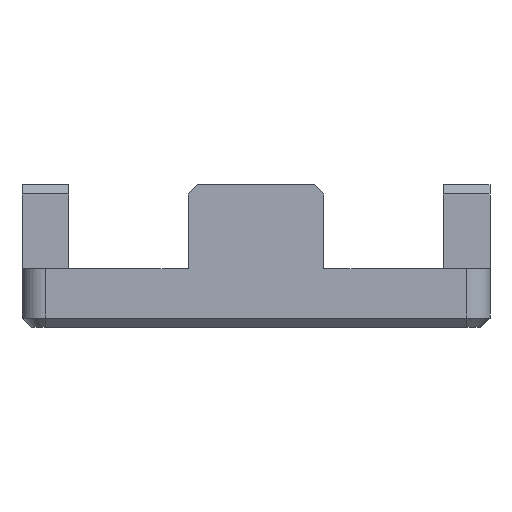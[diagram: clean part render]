
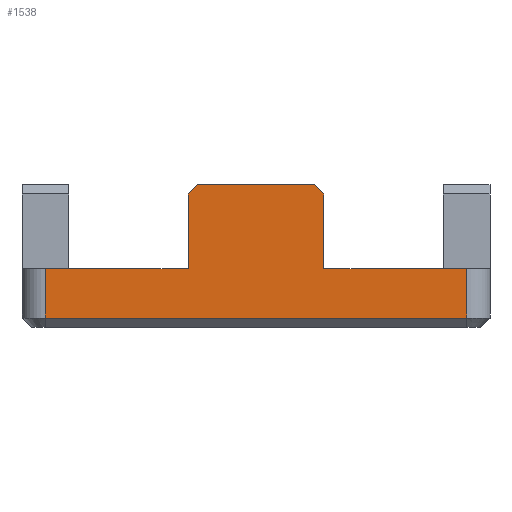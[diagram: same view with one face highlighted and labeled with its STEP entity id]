
A CAD part, front view. The second image highlights one B-rep face of the part: STEP entity #1538.
In plain terms, the highlighted planar face has unit normal (0, -1, 0).
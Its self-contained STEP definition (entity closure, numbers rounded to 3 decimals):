
#92=FACE_OUTER_BOUND('',#170,.T.);
#170=EDGE_LOOP('',(#1267,#1268,#1269,#1270,#1271,#1272,#1273,#1274,#1275,
#1276));
#346=LINE('',#2355,#554);
#355=LINE('',#2373,#563);
#357=LINE('',#2377,#565);
#366=LINE('',#2401,#574);
#372=LINE('',#2426,#580);
#373=LINE('',#2429,#581);
#374=LINE('',#2431,#582);
#375=LINE('',#2432,#583);
#376=LINE('',#2434,#584);
#377=LINE('',#2435,#585);
#554=VECTOR('',#1892,10.);
#563=VECTOR('',#1905,10.);
#565=VECTOR('',#1909,10.);
#574=VECTOR('',#1934,10.);
#580=VECTOR('',#1970,10.);
#581=VECTOR('',#1973,10.);
#582=VECTOR('',#1974,10.);
#583=VECTOR('',#1975,10.);
#584=VECTOR('',#1976,10.);
#585=VECTOR('',#1977,10.);
#721=VERTEX_POINT('',#2353);
#722=VERTEX_POINT('',#2354);
#729=VERTEX_POINT('',#2372);
#730=VERTEX_POINT('',#2376);
#735=VERTEX_POINT('',#2392);
#737=VERTEX_POINT('',#2399);
#741=VERTEX_POINT('',#2424);
#742=VERTEX_POINT('',#2428);
#743=VERTEX_POINT('',#2430);
#744=VERTEX_POINT('',#2433);
#906=EDGE_CURVE('',#721,#722,#346,.T.);
#915=EDGE_CURVE('',#722,#729,#355,.T.);
#917=EDGE_CURVE('',#729,#730,#357,.T.);
#930=EDGE_CURVE('',#737,#735,#366,.T.);
#943=EDGE_CURVE('',#741,#737,#372,.T.);
#944=EDGE_CURVE('',#742,#721,#373,.T.);
#945=EDGE_CURVE('',#743,#742,#374,.T.);
#946=EDGE_CURVE('',#735,#743,#375,.T.);
#947=EDGE_CURVE('',#744,#741,#376,.T.);
#948=EDGE_CURVE('',#744,#730,#377,.T.);
#1267=ORIENTED_EDGE('',*,*,#906,.F.);
#1268=ORIENTED_EDGE('',*,*,#944,.F.);
#1269=ORIENTED_EDGE('',*,*,#945,.F.);
#1270=ORIENTED_EDGE('',*,*,#946,.F.);
#1271=ORIENTED_EDGE('',*,*,#930,.F.);
#1272=ORIENTED_EDGE('',*,*,#943,.F.);
#1273=ORIENTED_EDGE('',*,*,#947,.F.);
#1274=ORIENTED_EDGE('',*,*,#948,.T.);
#1275=ORIENTED_EDGE('',*,*,#917,.F.);
#1276=ORIENTED_EDGE('',*,*,#915,.F.);
#1461=PLANE('',#1629);
#1538=ADVANCED_FACE('',(#92),#1461,.T.);
#1629=AXIS2_PLACEMENT_3D('',#2427,#1971,#1972);
#1892=DIRECTION('',(0.707,0.,0.707));
#1905=DIRECTION('',(1.,0.,0.));
#1909=DIRECTION('',(0.707,0.,-0.707));
#1934=DIRECTION('',(-1.,0.,0.));
#1970=DIRECTION('',(0.,0.,-1.));
#1971=DIRECTION('center_axis',(0.,-1.,0.));
#1972=DIRECTION('ref_axis',(1.,0.,0.));
#1973=DIRECTION('',(0.,0.,1.));
#1974=DIRECTION('',(1.,0.,0.));
#1975=DIRECTION('',(0.,0.,1.));
#1976=DIRECTION('',(1.,0.,0.));
#1977=DIRECTION('',(0.,0.,1.));
#2353=CARTESIAN_POINT('',(-2.9,-40.,5.7));
#2354=CARTESIAN_POINT('',(-2.5,-40.,6.1));
#2355=CARTESIAN_POINT('',(-6.,-40.,2.6));
#2372=CARTESIAN_POINT('',(2.5,-40.,6.1));
#2373=CARTESIAN_POINT('',(-2.9,-40.,6.1));
#2376=CARTESIAN_POINT('',(2.9,-40.,5.7));
#2377=CARTESIAN_POINT('',(1.,-40.,7.6));
#2392=CARTESIAN_POINT('',(-9.,-40.,0.4));
#2399=CARTESIAN_POINT('',(9.,-40.,0.4));
#2401=CARTESIAN_POINT('',(-5.,-40.,0.4));
#2424=CARTESIAN_POINT('',(9.,-40.,2.5));
#2426=CARTESIAN_POINT('',(9.,-40.,0.));
#2427=CARTESIAN_POINT('Origin',(-10.,-40.,0.));
#2428=CARTESIAN_POINT('',(-2.9,-40.,2.5));
#2429=CARTESIAN_POINT('',(-2.9,-40.,2.5));
#2430=CARTESIAN_POINT('',(-9.,-40.,2.5));
#2431=CARTESIAN_POINT('',(10.,-40.,2.5));
#2432=CARTESIAN_POINT('',(-9.,-40.,0.));
#2433=CARTESIAN_POINT('',(2.9,-40.,2.5));
#2434=CARTESIAN_POINT('',(10.,-40.,2.5));
#2435=CARTESIAN_POINT('',(2.9,-40.,2.5));
